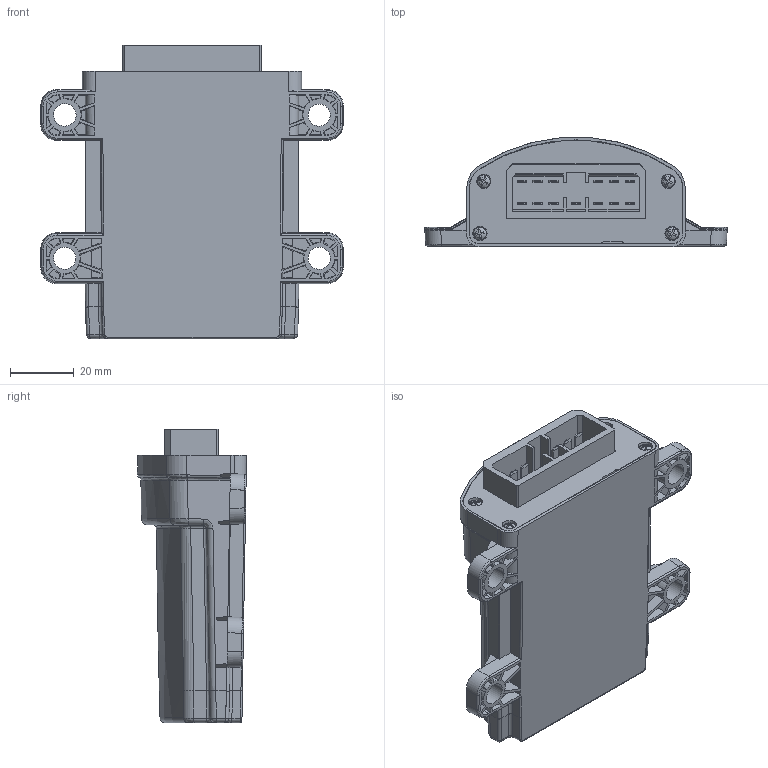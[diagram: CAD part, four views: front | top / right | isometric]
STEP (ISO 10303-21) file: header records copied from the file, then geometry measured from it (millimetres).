
FILE_DESCRIPTION(/* description */ (''),/* implementation_level */ '2;1');
FILE_NAME(/* name */ '通家_stp.stp',/* time_stamp */ '2018-12-18T10:47:19+08:00',/* author */ (''),/* organization */ (''),/* preprocessor_version */ 'ST-DEVELOPER v16',/* originating_system */ 'SIEMENS PLM Software NX 10.0',/* authorisation */ '');
FILE_SCHEMA (('AP203_CONFIGURATION_CONTROLLED_3D_DESIGN_OF_MECHANICAL_PARTS_AND_ASSEMBLIES_MIM_LF { 1 0 10303 403 2 1 2}'));
Length unit declared in the file: millimetre
Products named in the file (12): _X2_87BA9489_X0__1_1; 接插_1; 接收机_1-36582; 接收机_1-28005; Board; tianxian; 螺钉_A_1_ASM; PCBA_ASM_1_ASM; ____TPMS_______ASM_1_ASM; TPMS_RECEIVE_ASM; PCB; 通家_stp
Assembly tree (14 placements, depth 5):
  通家_stp
    PCB
      Board
    TPMS_RECEIVE_ASM
      ____TPMS_______ASM_1_ASM
        接收机_1-28005
        接收机_1-36582
        PCBA_ASM_1_ASM
          接插_1
        螺钉_A_1_ASM
          _X2_87BA9489_X0__1_1  x4
    tianxian
Bounding box: 95 x 34.29 x 92.2 mm (x, y, z)
Volume: 51266.4 mm3; surface area: 61556.4 mm2
Topology: 9 solids, 9 shells, 1447 faces, 3821 edges, 2435 vertices
Faces by surface type: plane 983, cylinder 232, bspline 106, cone 88, sphere 27, torus 11
Entity records: 52637 total; most frequent: CARTESIAN_POINT 15559, ORIENTED_EDGE 7168, DIRECTION 5926, EDGE_CURVE 3584, LINE 2548, VECTOR 2548, VERTEX_POINT 2309, AXIS2_PLACEMENT_3D 1689
